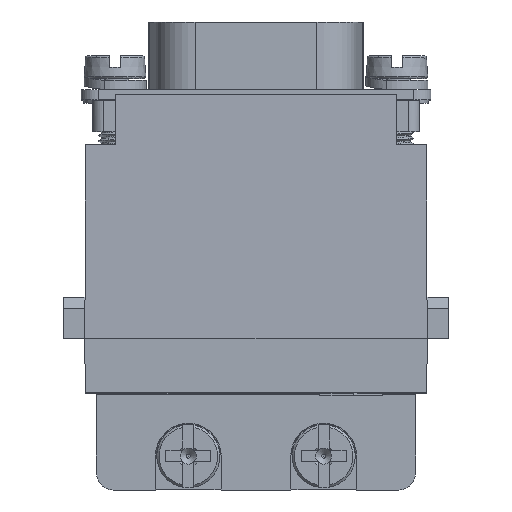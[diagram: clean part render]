
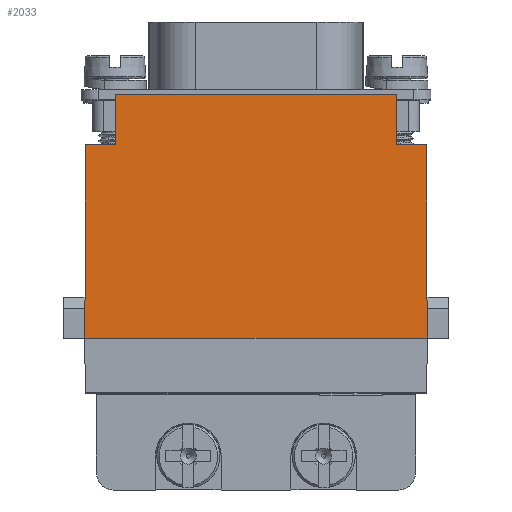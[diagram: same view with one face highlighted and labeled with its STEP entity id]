
A CAD part, top view. The second image highlights one B-rep face of the part: STEP entity #2033.
In plain terms, the highlighted planar face has unit normal (0, 0.004, 1).
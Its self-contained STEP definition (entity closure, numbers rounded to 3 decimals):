
#1413=FACE_OUTER_BOUND('',#5377,.T.);
#2033=ADVANCED_FACE('',(#1413),#2429,.T.);
#2429=PLANE('',#12935);
#3185=LINE('',#23498,#4108);
#3188=LINE('',#23504,#4111);
#3216=LINE('',#23619,#4139);
#3288=LINE('',#23780,#4211);
#3340=LINE('',#23902,#4263);
#3343=LINE('',#23912,#4266);
#3344=LINE('',#23914,#4267);
#3345=LINE('',#23915,#4268);
#4108=VECTOR('',#15235,1.);
#4111=VECTOR('',#15240,1.);
#4139=VECTOR('',#15290,1.);
#4211=VECTOR('',#15416,1.);
#4263=VECTOR('',#15510,1.);
#4266=VECTOR('',#15515,1.);
#4267=VECTOR('',#15518,1.);
#4268=VECTOR('',#15519,1.);
#5377=EDGE_LOOP('',(#8431,#8432,#8433,#8434,#8435,#8436,#8437,#8438));
#8431=ORIENTED_EDGE('',*,*,#11436,.T.);
#8432=ORIENTED_EDGE('',*,*,#11497,.T.);
#8433=ORIENTED_EDGE('',*,*,#11361,.F.);
#8434=ORIENTED_EDGE('',*,*,#11321,.F.);
#8435=ORIENTED_EDGE('',*,*,#11318,.F.);
#8436=ORIENTED_EDGE('',*,*,#11492,.T.);
#8437=ORIENTED_EDGE('',*,*,#11496,.F.);
#8438=ORIENTED_EDGE('',*,*,#11498,.T.);
#9765=VERTEX_POINT('',#23499);
#9766=VERTEX_POINT('',#23500);
#9767=VERTEX_POINT('',#23505);
#9795=VERTEX_POINT('',#23620);
#9841=VERTEX_POINT('',#23774);
#9844=VERTEX_POINT('',#23779);
#9877=VERTEX_POINT('',#23901);
#9879=VERTEX_POINT('',#23911);
#11318=EDGE_CURVE('',#9765,#9766,#3185,.T.);
#11321=EDGE_CURVE('',#9766,#9767,#3188,.T.);
#11361=EDGE_CURVE('',#9767,#9795,#3216,.T.);
#11436=EDGE_CURVE('',#9841,#9844,#3288,.T.);
#11492=EDGE_CURVE('',#9765,#9877,#3340,.T.);
#11496=EDGE_CURVE('',#9879,#9877,#3343,.T.);
#11497=EDGE_CURVE('',#9844,#9795,#3344,.T.);
#11498=EDGE_CURVE('',#9879,#9841,#3345,.T.);
#12935=AXIS2_PLACEMENT_3D('',#23916,#15520,#15521);
#15235=DIRECTION('',(1.,0.,0.));
#15240=DIRECTION('',(0.005,-1.,0.003));
#15290=DIRECTION('',(1.,0.,0.));
#15416=DIRECTION('',(1.,0.,0.));
#15510=DIRECTION('',(-0.005,-1.,0.003));
#15515=DIRECTION('',(1.,0.,0.));
#15518=DIRECTION('',(-0.003,1.,-0.003));
#15519=DIRECTION('',(-0.003,-1.,0.003));
#15520=DIRECTION('',(0.,0.003,1.));
#15521=DIRECTION('',(0.,-1.,0.003));
#23498=CARTESIAN_POINT('',(-12.426,0.,7.249));
#23499=CARTESIAN_POINT('',(-12.426,0.,7.249));
#23500=CARTESIAN_POINT('',(12.426,0.,7.249));
#23504=CARTESIAN_POINT('',(12.426,0.,7.249));
#23505=CARTESIAN_POINT('',(12.45,-4.5,7.265));
#23619=CARTESIAN_POINT('',(12.45,-4.5,7.265));
#23620=CARTESIAN_POINT('',(15.115,-4.5,7.265));
#23774=CARTESIAN_POINT('',(-15.175,-21.65,7.325));
#23779=CARTESIAN_POINT('',(15.175,-21.65,7.325));
#23780=CARTESIAN_POINT('',(-15.175,-21.65,7.325));
#23901=CARTESIAN_POINT('',(-12.45,-4.5,7.265));
#23902=CARTESIAN_POINT('',(-12.426,0.,7.249));
#23911=CARTESIAN_POINT('',(-15.115,-4.5,7.265));
#23912=CARTESIAN_POINT('',(-15.115,-4.5,7.265));
#23914=CARTESIAN_POINT('',(15.175,-21.65,7.325));
#23915=CARTESIAN_POINT('',(-15.115,-4.5,7.265));
#23916=CARTESIAN_POINT('',(16.125,-21.65,7.325));
